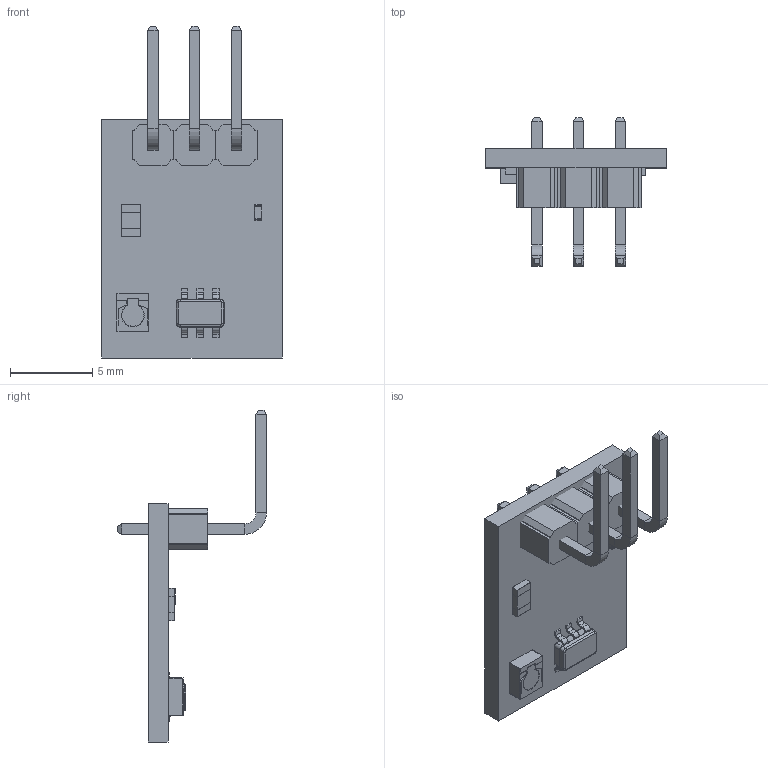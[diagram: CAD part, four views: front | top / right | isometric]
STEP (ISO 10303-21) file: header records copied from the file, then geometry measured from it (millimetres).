
FILE_DESCRIPTION(/* description */ (''),/* implementation_level */ '2;1');
FILE_NAME(/* name */ 'TTP223 Button Module.step',/* time_stamp */ '2019-11-23T12:52:29+03:00',/* author */ (''),/* organization */ (''),/* preprocessor_version */ 'ST-DEVELOPER v18',/* originating_system */ 'Autodesk Translation Framework v8.12.0.6',/* authorisation */ '');
FILE_SCHEMA (('AUTOMOTIVE_DESIGN { 1 0 10303 214 3 1 1 }'));
Length unit declared in the file: millimetre
Products named in the file (11): TTP223 Button Module; SMD LEDmidled-mini_l2-3_w1-95_h0-9; TTP223-BA6; SMDResistorFamilly; R0805; C0402_045; C0402_045_1; Part 3; Part 2; Part 1; pins x3
Assembly tree (10 placements, depth 4):
  TTP223 Button Module
    SMD LEDmidled-mini_l2-3_w1-95_h0-9
    TTP223-BA6
    SMDResistorFamilly
      R0805
    C0402_045
      C0402_045_1
        Part 3
        Part 2
        Part 1
    pins x3
Bounding box: 11 x 9.07 x 20.22 mm (x, y, z)
Volume: 264.4 mm3; surface area: 662 mm2
Topology: 19 solids, 19 shells, 436 faces, 1039 edges, 634 vertices
Faces by surface type: plane 299, cylinder 97, bspline 20, sphere 16, cone 2, torus 2
Full cylindrical faces by diameter (mm): 0.1 x2
Entity records: 15144 total; most frequent: CARTESIAN_POINT 4560, DIRECTION 2121, ORIENTED_EDGE 2062, EDGE_CURVE 1031, LINE 795, VECTOR 795, AXIS2_PLACEMENT_3D 663, VERTEX_POINT 634
